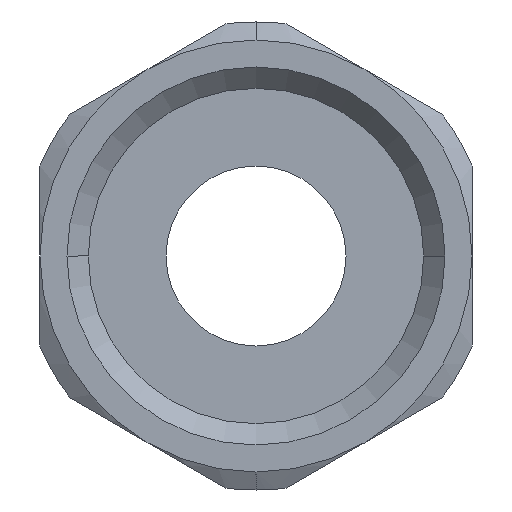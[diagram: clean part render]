
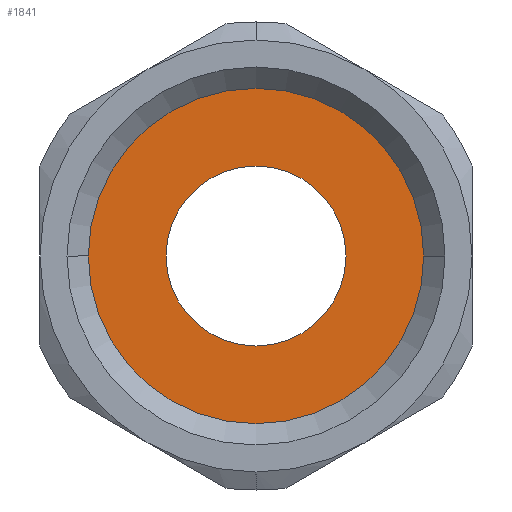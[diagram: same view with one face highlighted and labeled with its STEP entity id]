
A CAD part, front view. The second image highlights one B-rep face of the part: STEP entity #1841.
In plain terms, the highlighted planar face has unit normal (0, -1, 0).
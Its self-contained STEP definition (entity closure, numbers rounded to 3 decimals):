
#1841=ADVANCED_FACE('',(#3747,#3748),#3749,.F.);
#3747=FACE_OUTER_BOUND('',#8841,.T.);
#3748=FACE_BOUND('',#8842,.T.);
#3749=PLANE('',#8843);
#8841=EDGE_LOOP('',(#14411,#14412));
#8842=EDGE_LOOP('',(#14413,#14414));
#8843=AXIS2_PLACEMENT_3D('',#14415,#14416,#14417);
#14411=ORIENTED_EDGE('',*,*,#16199,.T.);
#14412=ORIENTED_EDGE('',*,*,#17070,.T.);
#14413=ORIENTED_EDGE('',*,*,#15624,.F.);
#14414=ORIENTED_EDGE('',*,*,#17199,.F.);
#14415=CARTESIAN_POINT('',(0.0,19.5,0.0));
#14416=DIRECTION('',(0.0,1.0,0.0));
#14417=DIRECTION('',(1.0,0.0,-0.0));
#15624=EDGE_CURVE('',#18312,#18315,#18316,.T.);
#16199=EDGE_CURVE('',#19202,#19200,#19203,.T.);
#17070=EDGE_CURVE('',#19200,#19202,#20318,.T.);
#17199=EDGE_CURVE('',#18315,#18312,#20452,.T.);
#18312=VERTEX_POINT('',#22778);
#18315=VERTEX_POINT('',#22782);
#18316=CIRCLE('',#22783,5.0);
#19200=VERTEX_POINT('',#24483);
#19202=VERTEX_POINT('',#24486);
#19203=CIRCLE('',#24487,9.316);
#20318=CIRCLE('',#26907,9.316);
#20452=CIRCLE('',#27126,5.0);
#22778=CARTESIAN_POINT('',(5.0,19.5,0.0));
#22782=CARTESIAN_POINT('',(-5.0,19.5,0.));
#22783=AXIS2_PLACEMENT_3D('',#27918,#27919,#27920);
#24483=CARTESIAN_POINT('',(-9.316,19.5,0.));
#24486=CARTESIAN_POINT('',(9.316,19.5,0.0));
#24487=AXIS2_PLACEMENT_3D('',#28792,#28793,#28794);
#26907=AXIS2_PLACEMENT_3D('',#29902,#29903,#29904);
#27126=AXIS2_PLACEMENT_3D('',#29994,#29995,#29996);
#27918=CARTESIAN_POINT('',(0.0,19.5,0.0));
#27919=DIRECTION('',(0.0,-1.0,0.0));
#27920=DIRECTION('',(1.0,0.0,0.0));
#28792=CARTESIAN_POINT('',(0.0,19.5,0.0));
#28793=DIRECTION('',(0.0,-1.0,0.0));
#28794=DIRECTION('',(-1.0,0.0,0.0));
#29902=CARTESIAN_POINT('',(0.0,19.5,0.0));
#29903=DIRECTION('',(0.0,-1.0,0.0));
#29904=DIRECTION('',(-1.0,0.0,0.0));
#29994=CARTESIAN_POINT('',(0.0,19.5,0.0));
#29995=DIRECTION('',(0.0,-1.0,0.0));
#29996=DIRECTION('',(1.0,0.0,0.0));
